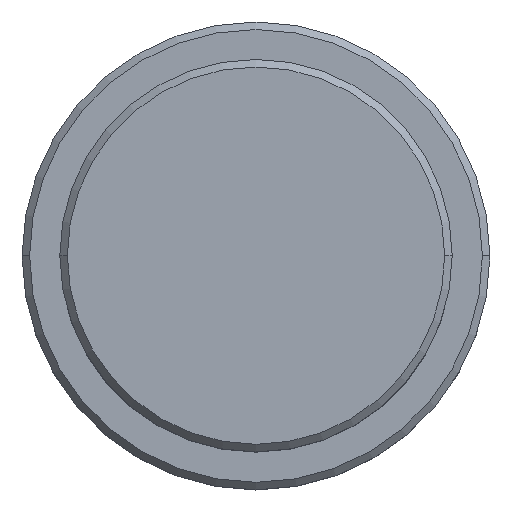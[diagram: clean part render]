
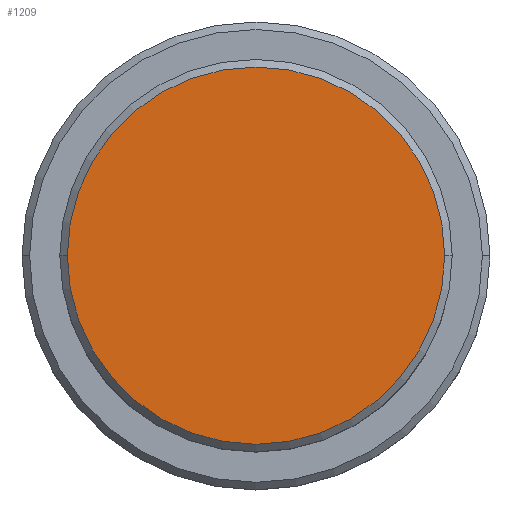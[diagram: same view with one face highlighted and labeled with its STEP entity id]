
A CAD part, top view. The second image highlights one B-rep face of the part: STEP entity #1209.
In plain terms, the highlighted planar face has unit normal (0, 0, 1).
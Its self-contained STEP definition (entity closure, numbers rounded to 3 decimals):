
#62 = CARTESIAN_POINT ( 'NONE',  ( 0., 0., 0. ) ) ;
#76 = DIRECTION ( 'NONE',  ( 1., 0., 0. ) ) ;
#125 = ORIENTED_EDGE ( 'NONE', *, *, #761, .T. ) ;
#143 = DIRECTION ( 'NONE',  ( 0., 0., 1. ) ) ;
#153 = CARTESIAN_POINT ( 'NONE',  ( 0., 0., 0. ) ) ;
#157 = AXIS2_PLACEMENT_3D ( 'NONE', #1162, #497, #76 ) ;
#159 = FACE_OUTER_BOUND ( 'NONE', #1191, .T. ) ;
#198 = AXIS2_PLACEMENT_3D ( 'NONE', #62, #482, #278 ) ;
#252 = PLANE ( 'NONE',  #1195 ) ;
#272 = EDGE_CURVE ( 'NONE', #465, #1356, #400, .T. ) ;
#278 = DIRECTION ( 'NONE',  ( 1., 0., 0. ) ) ;
#397 = ORIENTED_EDGE ( 'NONE', *, *, #272, .T. ) ;
#400 = CIRCLE ( 'NONE', #157, 12.5 ) ;
#465 = VERTEX_POINT ( 'NONE', #861 ) ;
#475 = DIRECTION ( 'NONE',  ( 1., 0., 0. ) ) ;
#482 = DIRECTION ( 'NONE',  ( 0., 0., 1. ) ) ;
#497 = DIRECTION ( 'NONE',  ( 0., 0., 1. ) ) ;
#542 = CIRCLE ( 'NONE', #198, 12.5 ) ;
#761 = EDGE_CURVE ( 'NONE', #1356, #465, #542, .T. ) ;
#850 = CARTESIAN_POINT ( 'NONE',  ( 12.5, 0., 0. ) ) ;
#861 = CARTESIAN_POINT ( 'NONE',  ( -12.5, 0., 0. ) ) ;
#1162 = CARTESIAN_POINT ( 'NONE',  ( 0., 0., 0. ) ) ;
#1191 = EDGE_LOOP ( 'NONE', ( #397, #125 ) ) ;
#1195 = AXIS2_PLACEMENT_3D ( 'NONE', #153, #143, #475 ) ;
#1209 = ADVANCED_FACE ( 'NONE', ( #159 ), #252, .T. ) ;
#1356 = VERTEX_POINT ( 'NONE', #850 ) ;
